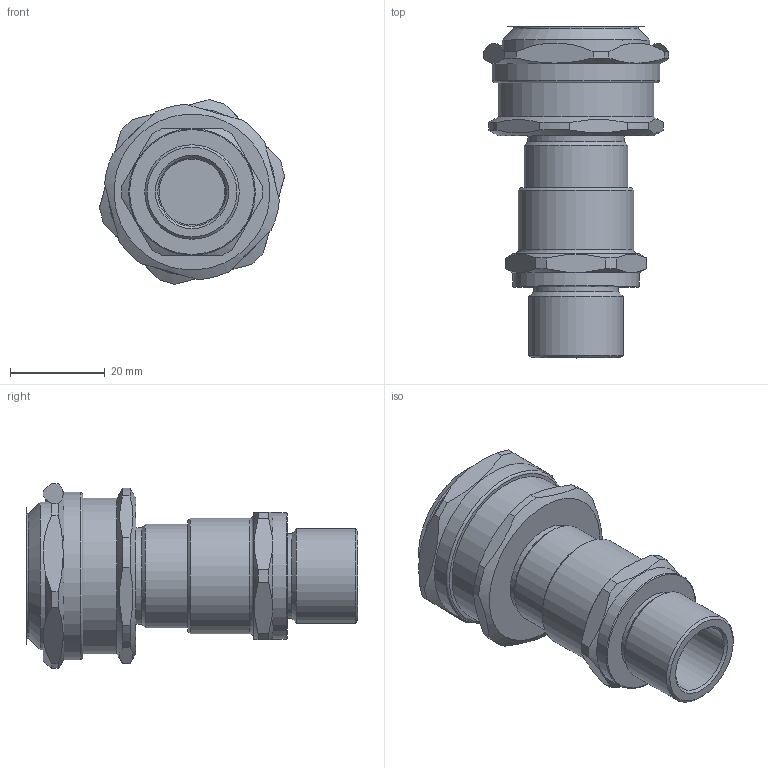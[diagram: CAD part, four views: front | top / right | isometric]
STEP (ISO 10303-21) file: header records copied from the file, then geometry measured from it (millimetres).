
FILE_DESCRIPTION(/* description */ ('','CAx-IF Rec.Pracs.---Representation and Presentation of Product Manufacturing Information (PMI)---4.0---2014-10-13'),/* implementation_level */ '2;1');
FILE_NAME(/* name */ 'ЗЭТАРУС ВКВ2МР-M20-14-МР20.stp',/* time_stamp */ '2022-11-15T08:33:10+07:00',/* author */ ('zeta-09'),/* organization */ (''),/* preprocessor_version */ 'ST-DEVELOPER v18.1',/* originating_system */ 'Autodesk Inventor 2021',/* authorisation */ '');
FILE_SCHEMA (('AP242_MANAGED_MODEL_BASED_3D_ENGINEERING_MIM_LF { 1 0 10303 442 1 1 4 }'));
Length unit declared in the file: millimetre
Products named in the file (1): Деталь11
Bounding box: 39.17 x 70.21 x 39.06 mm (x, y, z)
Volume: 20894.2 mm3; surface area: 20640.3 mm2
Topology: 3 solids, 3 shells, 415 faces, 1157 edges, 763 vertices
Faces by surface type: plane 339, cylinder 35, cone 23, torus 16, bspline 2
Full cylindrical faces by diameter (mm): 14 x1, 14.5 x3, 17.5 x1, 18 x2, 19.1 x2, 20 x4, 20.4 x1, 20.5 x1, 22 x1, 24.4 x1, 24.5 x1, 26 x1, 26.5 x1, 26.8 x1, 27 x1, 31 x1, 31.4 x1, 33 x1, 35.5 x1
Entity records: 17987 total; most frequent: CARTESIAN_POINT 8006, ORIENTED_EDGE 2314, DIRECTION 1485, EDGE_CURVE 1157, VERTEX_POINT 763, B_SPLINE_CURVE_WITH_KNOTS 589, AXIS2_PLACEMENT_3D 556, EDGE_LOOP 434
